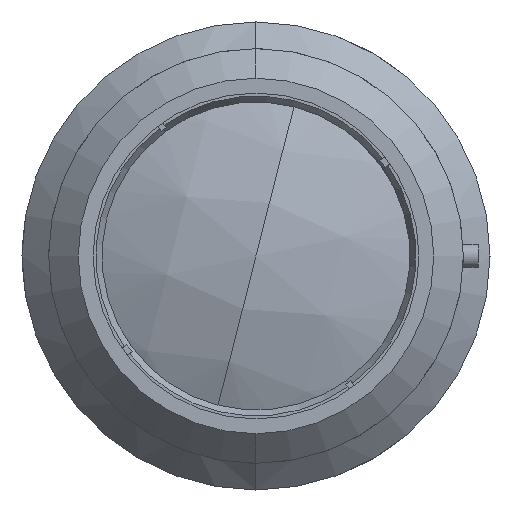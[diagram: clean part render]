
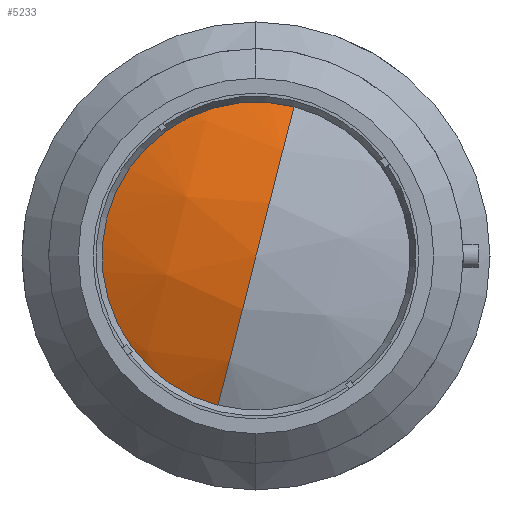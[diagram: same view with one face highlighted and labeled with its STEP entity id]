
A CAD part, left-side view. The second image highlights one B-rep face of the part: STEP entity #5233.
In plain terms, the highlighted spherical face has radius 65.508 mm.
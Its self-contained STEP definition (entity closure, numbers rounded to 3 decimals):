
#212 = CIRCLE ( 'NONE', #13086, 27. ) ;
#2546 = DIRECTION ( 'NONE',  ( -1., 0., 0. ) ) ;
#3746 = CARTESIAN_POINT ( 'NONE',  ( 6.861, 6.66, -26.166 ) ) ;
#4438 = EDGE_LOOP ( 'NONE', ( #8622, #6566, #7168 ) ) ;
#5233 = ADVANCED_FACE ( 'NONE', ( #6165 ), #13943, .T. ) ;
#5884 = EDGE_CURVE ( 'NONE', #11047, #10985, #212, .T. ) ;
#5994 = CARTESIAN_POINT ( 'NONE',  ( 6.861, -6.66, 26.166 ) ) ;
#6165 = FACE_OUTER_BOUND ( 'NONE', #4438, .T. ) ;
#6566 = ORIENTED_EDGE ( 'NONE', *, *, #12465, .T. ) ;
#7147 = VERTEX_POINT ( 'NONE', #10749 ) ;
#7168 = ORIENTED_EDGE ( 'NONE', *, *, #11223, .F. ) ;
#7266 = DIRECTION ( 'NONE',  ( 0., 0.969, 0.247 ) ) ;
#7320 = AXIS2_PLACEMENT_3D ( 'NONE', #8586, #18843, #10080 ) ;
#7476 = CIRCLE ( 'NONE', #18396, 65.508 ) ;
#8529 = AXIS2_PLACEMENT_3D ( 'NONE', #15743, #18762, #10008 ) ;
#8586 = CARTESIAN_POINT ( 'NONE',  ( 66.546, 0., 0. ) ) ;
#8622 = ORIENTED_EDGE ( 'NONE', *, *, #5884, .T. ) ;
#9355 = CIRCLE ( 'NONE', #7320, 65.508 ) ;
#10008 = DIRECTION ( 'NONE',  ( 0., -0.247, 0.969 ) ) ;
#10080 = DIRECTION ( 'NONE',  ( 0., 0.247, -0.969 ) ) ;
#10749 = CARTESIAN_POINT ( 'NONE',  ( 1.038, 0., 0. ) ) ;
#10985 = VERTEX_POINT ( 'NONE', #3746 ) ;
#11047 = VERTEX_POINT ( 'NONE', #5994 ) ;
#11223 = EDGE_CURVE ( 'NONE', #11047, #7147, #9355, .T. ) ;
#11335 = CARTESIAN_POINT ( 'NONE',  ( 6.861, 0., 0. ) ) ;
#12465 = EDGE_CURVE ( 'NONE', #10985, #7147, #7476, .T. ) ;
#12801 = DIRECTION ( 'NONE',  ( 0., 0.969, 0.247 ) ) ;
#13086 = AXIS2_PLACEMENT_3D ( 'NONE', #11335, #2546, #12801 ) ;
#13943 = SPHERICAL_SURFACE ( 'NONE', #8529, 65.508 ) ;
#15743 = CARTESIAN_POINT ( 'NONE',  ( 66.546, 0., 0. ) ) ;
#16034 = CARTESIAN_POINT ( 'NONE',  ( 66.546, 0., 0. ) ) ;
#17530 = DIRECTION ( 'NONE',  ( 0., -0.247, 0.969 ) ) ;
#18396 = AXIS2_PLACEMENT_3D ( 'NONE', #16034, #7266, #17530 ) ;
#18762 = DIRECTION ( 'NONE',  ( 0., 0.969, 0.247 ) ) ;
#18843 = DIRECTION ( 'NONE',  ( 0., -0.969, -0.247 ) ) ;
